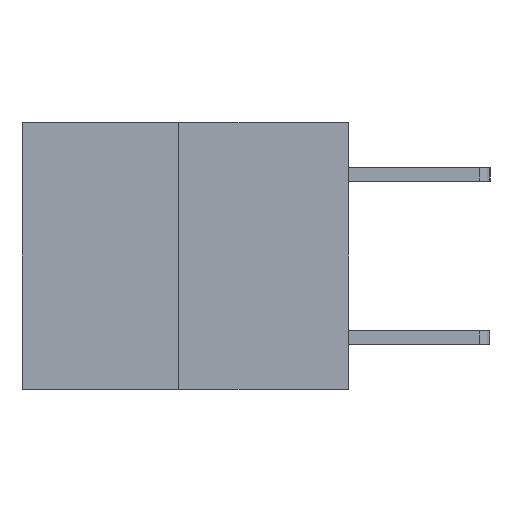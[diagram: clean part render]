
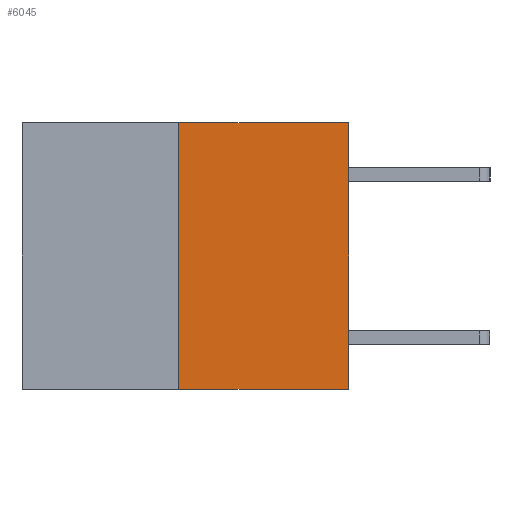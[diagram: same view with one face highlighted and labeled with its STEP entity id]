
A CAD part, left-side view. The second image highlights one B-rep face of the part: STEP entity #6045.
In plain terms, the highlighted planar face has unit normal (-1, 0, 0).
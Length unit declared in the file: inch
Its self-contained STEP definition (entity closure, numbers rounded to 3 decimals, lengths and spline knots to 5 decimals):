
#253 = EDGE_CURVE ( 'NONE', #913, #2506, #11540, .T. ) ;
#411 = PLANE ( 'NONE',  #6337 ) ;
#465 = DIRECTION ( 'NONE',  ( 1., 0., 0. ) ) ;
#615 = VERTEX_POINT ( 'NONE', #12328 ) ;
#913 = VERTEX_POINT ( 'NONE', #3757 ) ;
#1646 = VECTOR ( 'NONE', #10037, 39.37008 ) ;
#1735 = DIRECTION ( 'NONE',  ( 0., -1., 0. ) ) ;
#1814 = ORIENTED_EDGE ( 'NONE', *, *, #4789, .F. ) ;
#2227 = CARTESIAN_POINT ( 'NONE',  ( 0., 0.312, 0. ) ) ;
#2334 = CARTESIAN_POINT ( 'NONE',  ( 0., 0., -0.49 ) ) ;
#2506 = VERTEX_POINT ( 'NONE', #2334 ) ;
#3187 = LINE ( 'NONE', #8190, #1646 ) ;
#3417 = EDGE_CURVE ( 'NONE', #6441, #615, #9816, .T. ) ;
#3757 = CARTESIAN_POINT ( 'NONE',  ( 0., 0.312, -0.49 ) ) ;
#4305 = CARTESIAN_POINT ( 'NONE',  ( 0., 0., 0. ) ) ;
#4400 = DIRECTION ( 'NONE',  ( 0., -1., 0. ) ) ;
#4789 = EDGE_CURVE ( 'NONE', #913, #6441, #3187, .T. ) ;
#5149 = VECTOR ( 'NONE', #8285, 39.37008 ) ;
#5514 = DIRECTION ( 'NONE',  ( 0., 0., -1. ) ) ;
#6045 = ADVANCED_FACE ( 'NONE', ( #7977 ), #411, .F. ) ;
#6337 = AXIS2_PLACEMENT_3D ( 'NONE', #9224, #465, #5514 ) ;
#6441 = VERTEX_POINT ( 'NONE', #2227 ) ;
#7193 = VECTOR ( 'NONE', #1735, 39.37008 ) ;
#7224 = VECTOR ( 'NONE', #4400, 39.37008 ) ;
#7276 = ORIENTED_EDGE ( 'NONE', *, *, #253, .T. ) ;
#7977 = FACE_OUTER_BOUND ( 'NONE', #11376, .T. ) ;
#8190 = CARTESIAN_POINT ( 'NONE',  ( 0., 0.312, -0.49 ) ) ;
#8285 = DIRECTION ( 'NONE',  ( 0., 0., 1. ) ) ;
#9224 = CARTESIAN_POINT ( 'NONE',  ( 0., 0.6, 0. ) ) ;
#9758 = LINE ( 'NONE', #4305, #5149 ) ;
#9816 = LINE ( 'NONE', #11341, #7193 ) ;
#10037 = DIRECTION ( 'NONE',  ( 0., 0., 1. ) ) ;
#10265 = CARTESIAN_POINT ( 'NONE',  ( 0., 0.6, -0.49 ) ) ;
#11000 = EDGE_CURVE ( 'NONE', #2506, #615, #9758, .T. ) ;
#11291 = ORIENTED_EDGE ( 'NONE', *, *, #3417, .F. ) ;
#11341 = CARTESIAN_POINT ( 'NONE',  ( 0., 0.6, 0. ) ) ;
#11376 = EDGE_LOOP ( 'NONE', ( #1814, #7276, #11852, #11291 ) ) ;
#11540 = LINE ( 'NONE', #10265, #7224 ) ;
#11852 = ORIENTED_EDGE ( 'NONE', *, *, #11000, .T. ) ;
#12328 = CARTESIAN_POINT ( 'NONE',  ( 0., 0., 0. ) ) ;
